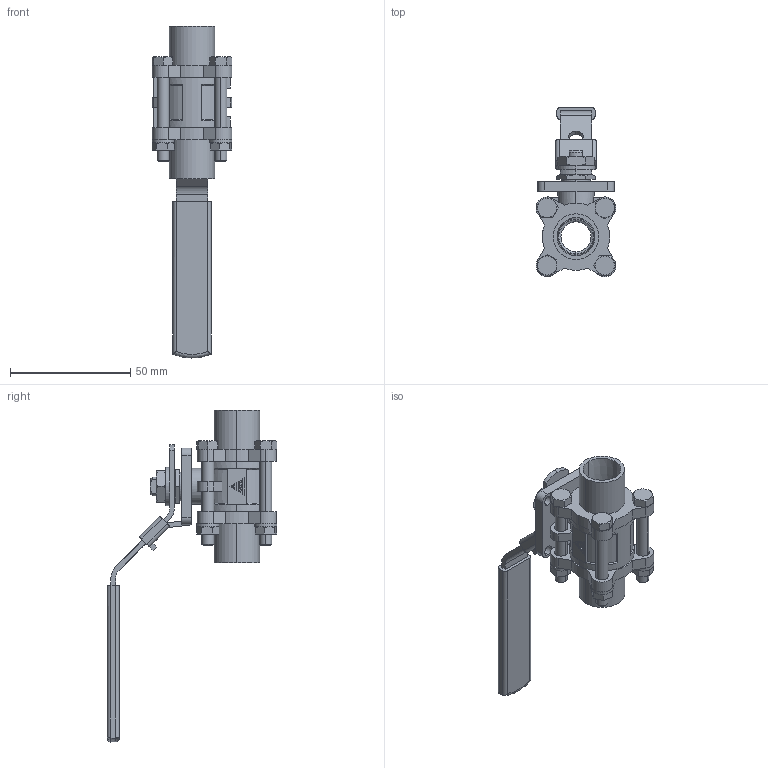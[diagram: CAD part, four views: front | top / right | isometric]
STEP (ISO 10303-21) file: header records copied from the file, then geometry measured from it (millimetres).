
FILE_DESCRIPTION (( 'STEP AP203' ), '1' );
FILE_NAME ('V-105MT-PN63-DN10.STEP', '2019-11-13T08:10:35', ( '' ), ( '' ), 'SwSTEP 2.0', 'SolidWorks 2012', '' );
FILE_SCHEMA (( 'CONFIG_CONTROL_DESIGN' ));
Length unit declared in the file: millimetre
Products named in the file (8): V-105MT-PN63-DN10; Hexagon Thin Nut ISO - 4035 - M8 - C_Hexagon Thin Nut ISO - 4035 - M8 - C; Washer ISO 7089 - 8_Washer ISO 7089 - 8; JIS B 1181 Hexagon nut - Class 3 Finished M5 --N_JIS B 1181 Hexagon nut - Class 3 Finished M5 --N; JIS B 1251 No.2 5_JIS B 1251 No.2 5; ISO 4015 - M5 x 40 x 16-C_ISO 4015 - M5 x 40 x 16-C; V-105M-HANDLE_102L; V-105MT-PN63-BODY_DN10
Assembly tree (16 placements, depth 2):
  V-105MT-PN63-DN10
    V-105MT-PN63-BODY_DN10
    V-105M-HANDLE_102L
    ISO 4015 - M5 x 40 x 16-C_ISO 4015 - M5 x 40 x 16-C  x4
    JIS B 1251 No.2 5_JIS B 1251 No.2 5  x4
    JIS B 1181 Hexagon nut - Class 3 Finished M5 --N_JIS B 1181 Hexagon nut - Class 3 Finished M5 --N  x4
    Washer ISO 7089 - 8_Washer ISO 7089 - 8
    Hexagon Thin Nut ISO - 4035 - M8 - C_Hexagon Thin Nut ISO - 4035 - M8 - C
Bounding box: 33.28 x 70.64 x 138.28 mm (x, y, z)
Volume: 37560.2 mm3; surface area: 24720.4 mm2
Topology: 16 solids, 17 shells, 748 faces, 1854 edges, 1187 vertices
Faces by surface type: plane 377, cylinder 145, cone 133, bspline 90, torus 3
Entity records: 24252 total; most frequent: CARTESIAN_POINT 9221, ORIENTED_EDGE 3036, DIRECTION 2590, EDGE_CURVE 1518, VERTEX_POINT 989, LINE 922, VECTOR 922, AXIS2_PLACEMENT_3D 834
